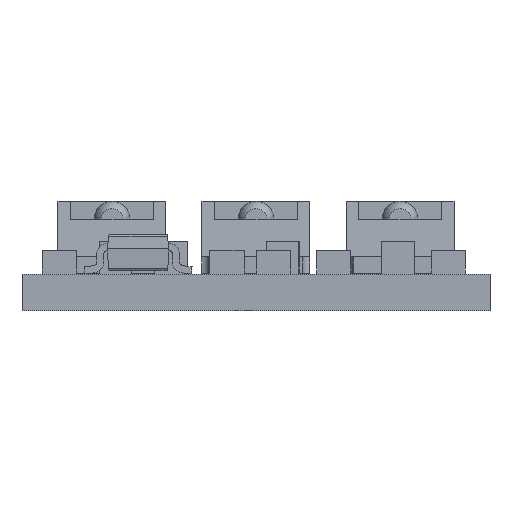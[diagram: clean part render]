
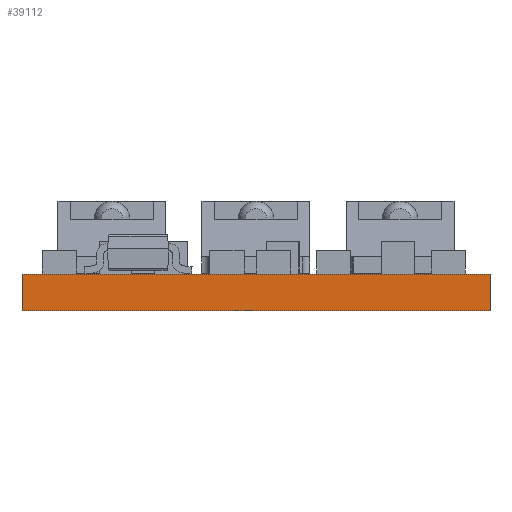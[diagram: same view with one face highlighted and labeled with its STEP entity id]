
A CAD part, front view. The second image highlights one B-rep face of the part: STEP entity #39112.
In plain terms, the highlighted planar face has unit normal (0, -1, 0).
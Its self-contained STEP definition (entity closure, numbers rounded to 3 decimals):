
#31 = LINE ( 'NONE', #29021, #12930 ) ;
#1028 = CARTESIAN_POINT ( 'NONE',  ( 13., 0., 0. ) ) ;
#2929 = LINE ( 'NONE', #29454, #34510 ) ;
#4045 = EDGE_CURVE ( 'NONE', #16039, #36600, #2929, .T. ) ;
#8528 = EDGE_CURVE ( 'NONE', #14682, #27061, #12496, .T. ) ;
#9315 = CARTESIAN_POINT ( 'NONE',  ( 0., 0., 1.016 ) ) ;
#9657 = DIRECTION ( 'NONE',  ( 0., 0., -1. ) ) ;
#10700 = DIRECTION ( 'NONE',  ( 1., 0., 0. ) ) ;
#12496 = LINE ( 'NONE', #24853, #29237 ) ;
#12930 = VECTOR ( 'NONE', #10700, 1000. ) ;
#13803 = PLANE ( 'NONE',  #35362 ) ;
#14682 = VERTEX_POINT ( 'NONE', #24629 ) ;
#16039 = VERTEX_POINT ( 'NONE', #20500 ) ;
#17523 = EDGE_CURVE ( 'NONE', #36600, #27061, #31, .T. ) ;
#17835 = EDGE_CURVE ( 'NONE', #16039, #14682, #39200, .T. ) ;
#19363 = CARTESIAN_POINT ( 'NONE',  ( 0., 0., 1.016 ) ) ;
#20500 = CARTESIAN_POINT ( 'NONE',  ( 0., 0., 1.016 ) ) ;
#22622 = DIRECTION ( 'NONE',  ( 0., 0., 1. ) ) ;
#23664 = EDGE_LOOP ( 'NONE', ( #31026, #34227, #34882, #27506 ) ) ;
#24629 = CARTESIAN_POINT ( 'NONE',  ( 13., 0., 1.016 ) ) ;
#24853 = CARTESIAN_POINT ( 'NONE',  ( 13., 0., 1.016 ) ) ;
#25949 = DIRECTION ( 'NONE',  ( 0., 1., 0. ) ) ;
#27061 = VERTEX_POINT ( 'NONE', #1028 ) ;
#27506 = ORIENTED_EDGE ( 'NONE', *, *, #4045, .T. ) ;
#28983 = FACE_OUTER_BOUND ( 'NONE', #23664, .T. ) ;
#29021 = CARTESIAN_POINT ( 'NONE',  ( 0., 0., 0. ) ) ;
#29237 = VECTOR ( 'NONE', #9657, 1000. ) ;
#29454 = CARTESIAN_POINT ( 'NONE',  ( 0., 0., 1.016 ) ) ;
#31026 = ORIENTED_EDGE ( 'NONE', *, *, #17523, .T. ) ;
#31107 = DIRECTION ( 'NONE',  ( 1., 0., 0. ) ) ;
#34227 = ORIENTED_EDGE ( 'NONE', *, *, #8528, .F. ) ;
#34510 = VECTOR ( 'NONE', #38694, 1000. ) ;
#34882 = ORIENTED_EDGE ( 'NONE', *, *, #17835, .F. ) ;
#35362 = AXIS2_PLACEMENT_3D ( 'NONE', #19363, #25949, #22622 ) ;
#36600 = VERTEX_POINT ( 'NONE', #38312 ) ;
#37271 = VECTOR ( 'NONE', #31107, 1000. ) ;
#38312 = CARTESIAN_POINT ( 'NONE',  ( 0., 0., 0. ) ) ;
#38694 = DIRECTION ( 'NONE',  ( 0., 0., -1. ) ) ;
#39112 = ADVANCED_FACE ( 'NONE', ( #28983 ), #13803, .F. ) ;
#39200 = LINE ( 'NONE', #9315, #37271 ) ;
